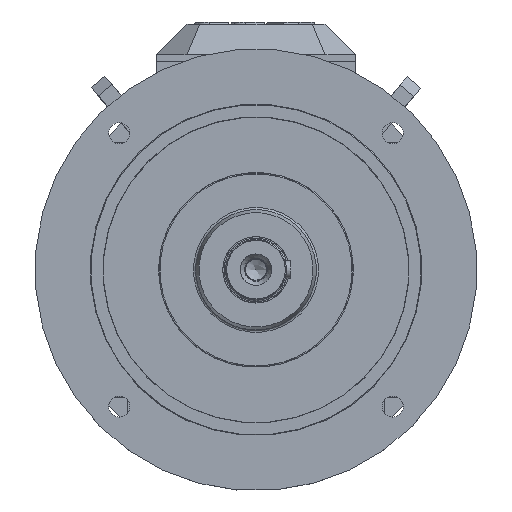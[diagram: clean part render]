
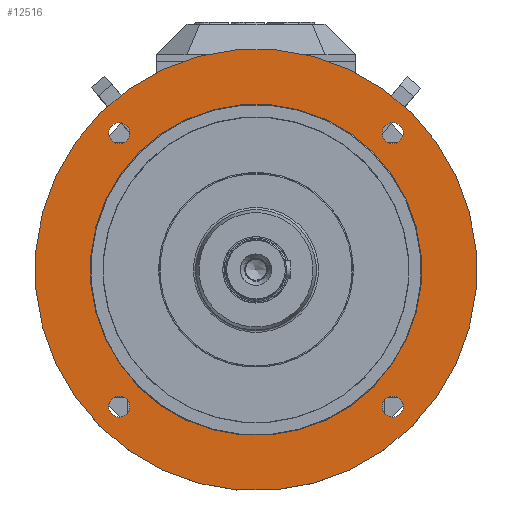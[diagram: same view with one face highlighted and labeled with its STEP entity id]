
A CAD part, top view. The second image highlights one B-rep face of the part: STEP entity #12516.
In plain terms, the highlighted planar face has unit normal (0, 0, 1).
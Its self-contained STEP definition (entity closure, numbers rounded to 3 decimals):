
#11188=PLANE('',#34723);
#11583=FACE_BOUND('',#14702,.T.);
#11584=FACE_BOUND('',#14703,.T.);
#11585=FACE_BOUND('',#14704,.T.);
#11586=FACE_BOUND('',#14705,.T.);
#11587=FACE_BOUND('',#14706,.T.);
#11588=FACE_BOUND('',#14707,.T.);
#12516=ADVANCED_FACE('F2525',(#11583,#11584,#11585,#11586,#11587,#11588),
#11188,.T.);
#14702=EDGE_LOOP('',(#19859));
#14703=EDGE_LOOP('',(#19860));
#14704=EDGE_LOOP('',(#19861));
#14705=EDGE_LOOP('',(#19862));
#14706=EDGE_LOOP('',(#19863));
#14707=EDGE_LOOP('',(#19864));
#15385=CIRCLE('',#34696,150.);
#15390=CIRCLE('',#34704,9.5);
#15392=CIRCLE('',#34707,9.5);
#15394=CIRCLE('',#34710,9.5);
#15396=CIRCLE('',#34713,9.5);
#15401=CIRCLE('',#34721,200.);
#19859=ORIENTED_EDGE('',*,*,#28588,.F.);
#19860=ORIENTED_EDGE('',*,*,#28576,.T.);
#19861=ORIENTED_EDGE('',*,*,#28579,.T.);
#19862=ORIENTED_EDGE('',*,*,#28582,.T.);
#19863=ORIENTED_EDGE('',*,*,#28564,.T.);
#19864=ORIENTED_EDGE('',*,*,#28573,.T.);
#24301=VERTEX_POINT('',#66697);
#24306=VERTEX_POINT('',#66775);
#24308=VERTEX_POINT('',#66781);
#24310=VERTEX_POINT('',#66787);
#24312=VERTEX_POINT('',#66793);
#24316=VERTEX_POINT('',#66806);
#28564=EDGE_CURVE('E2727',#24301,#24301,#15385,.T.);
#28573=EDGE_CURVE('E33',#24306,#24306,#15390,.T.);
#28576=EDGE_CURVE('E4343',#24308,#24308,#15392,.T.);
#28579=EDGE_CURVE('E4545',#24310,#24310,#15394,.T.);
#28582=EDGE_CURVE('E4747',#24312,#24312,#15396,.T.);
#28588=EDGE_CURVE('E2525',#24316,#24316,#15401,.T.);
#34696=AXIS2_PLACEMENT_3D('',#66698,#39928,#39929);
#34704=AXIS2_PLACEMENT_3D('',#66777,#39947,#39948);
#34707=AXIS2_PLACEMENT_3D('',#66783,#39954,#39955);
#34710=AXIS2_PLACEMENT_3D('',#66789,#39961,#39962);
#34713=AXIS2_PLACEMENT_3D('',#66795,#39968,#39969);
#34721=AXIS2_PLACEMENT_3D('',#66807,#39985,#39986);
#34723=AXIS2_PLACEMENT_3D('',#66809,#39989,#39990);
#39928=DIRECTION('',(0.,0.,-1.));
#39929=DIRECTION('',(-1.,0.,0.));
#39947=DIRECTION('',(0.,0.,-1.));
#39948=DIRECTION('',(-1.,0.,0.));
#39954=DIRECTION('',(0.,0.,-1.));
#39955=DIRECTION('',(-1.,0.,0.));
#39961=DIRECTION('',(0.,0.,-1.));
#39962=DIRECTION('',(-1.,0.,0.));
#39968=DIRECTION('',(0.,0.,-1.));
#39969=DIRECTION('',(-1.,0.,0.));
#39985=DIRECTION('',(0.,0.,-1.));
#39986=DIRECTION('',(-1.,0.,0.));
#39989=DIRECTION('',(0.,0.,1.));
#39990=DIRECTION('',(-1.,0.,0.));
#66697=CARTESIAN_POINT('',(-106.065,106.067,86.5));
#66698=CARTESIAN_POINT('',(0.006,0.006,86.5));
#66775=CARTESIAN_POINT('',(-133.238,123.75,86.5));
#66777=CARTESIAN_POINT('',(-123.738,123.75,86.5));
#66781=CARTESIAN_POINT('',(-123.738,-133.238,86.5));
#66783=CARTESIAN_POINT('',(-123.738,-123.738,86.5));
#66787=CARTESIAN_POINT('',(133.25,-123.738,86.5));
#66789=CARTESIAN_POINT('',(123.75,-123.738,86.5));
#66793=CARTESIAN_POINT('',(123.75,133.25,86.5));
#66795=CARTESIAN_POINT('',(123.75,123.75,86.5));
#66806=CARTESIAN_POINT('',(-141.422,141.421,86.5));
#66807=CARTESIAN_POINT('',(0.006,0.006,86.5));
#66809=CARTESIAN_POINT('',(220.006,220.006,86.5));
